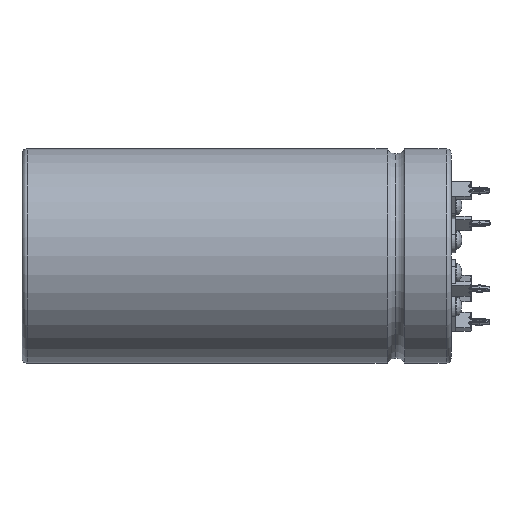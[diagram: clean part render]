
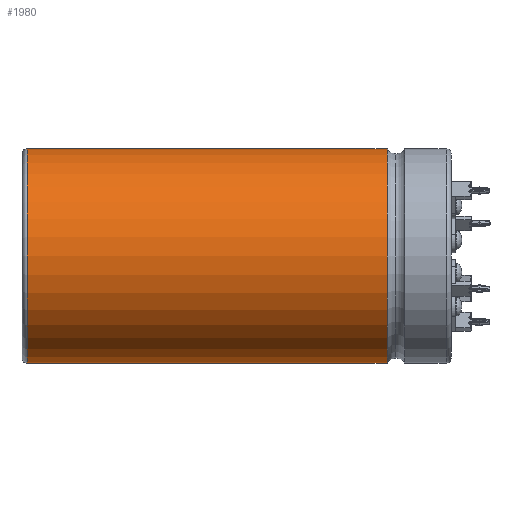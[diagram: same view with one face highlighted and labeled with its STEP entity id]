
A CAD part, left-side view. The second image highlights one B-rep face of the part: STEP entity #1980.
In plain terms, the highlighted cylindrical face has radius 20.5 mm (diameter 41 mm), a partial arc.
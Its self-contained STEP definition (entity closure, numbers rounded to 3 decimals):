
#147 = ORIENTED_EDGE ( 'NONE', *, *, #16588, .F. ) ;
#255 = CIRCLE ( 'NONE', #9198, 20.5 ) ;
#550 = ORIENTED_EDGE ( 'NONE', *, *, #5197, .F. ) ;
#708 = VERTEX_POINT ( 'NONE', #4584 ) ;
#878 = EDGE_CURVE ( 'NONE', #17073, #3725, #12925, .T. ) ;
#1046 = VECTOR ( 'NONE', #12792, 1000. ) ;
#1980 = ADVANCED_FACE ( 'NONE', ( #7262 ), #2434, .T. ) ;
#2203 = CIRCLE ( 'NONE', #12424, 20.5 ) ;
#2257 = DIRECTION ( 'NONE',  ( 0., -1., 0. ) ) ;
#2434 = CYLINDRICAL_SURFACE ( 'NONE', #15685, 20.5 ) ;
#3412 = CARTESIAN_POINT ( 'NONE',  ( 0., 12.272, -20.5 ) ) ;
#3477 = CARTESIAN_POINT ( 'NONE',  ( 0., 82., 0. ) ) ;
#3725 = VERTEX_POINT ( 'NONE', #3412 ) ;
#4179 = DIRECTION ( 'NONE',  ( 0., -1., 0. ) ) ;
#4405 = DIRECTION ( 'NONE',  ( 0., -1., 0. ) ) ;
#4584 = CARTESIAN_POINT ( 'NONE',  ( 0., 12.272, 20.5 ) ) ;
#5197 = EDGE_CURVE ( 'NONE', #13097, #708, #17238, .T. ) ;
#5198 = CARTESIAN_POINT ( 'NONE',  ( 0., 81., 20.5 ) ) ;
#6386 = DIRECTION ( 'NONE',  ( 0., 0., -1. ) ) ;
#7262 = FACE_OUTER_BOUND ( 'NONE', #14921, .T. ) ;
#8341 = CARTESIAN_POINT ( 'NONE',  ( 0., 81., 0. ) ) ;
#8893 = ORIENTED_EDGE ( 'NONE', *, *, #8970, .T. ) ;
#8970 = EDGE_CURVE ( 'NONE', #13097, #17073, #2203, .T. ) ;
#9175 = ORIENTED_EDGE ( 'NONE', *, *, #878, .T. ) ;
#9198 = AXIS2_PLACEMENT_3D ( 'NONE', #11608, #9411, #6386 ) ;
#9411 = DIRECTION ( 'NONE',  ( 0., -1., 0. ) ) ;
#10032 = CARTESIAN_POINT ( 'NONE',  ( 0., 82., -20.5 ) ) ;
#10145 = VECTOR ( 'NONE', #4405, 1000. ) ;
#11608 = CARTESIAN_POINT ( 'NONE',  ( 0., 12.272, 0. ) ) ;
#11767 = CARTESIAN_POINT ( 'NONE',  ( 0., 81., -20.5 ) ) ;
#12216 = CARTESIAN_POINT ( 'NONE',  ( 0., 82., 20.5 ) ) ;
#12424 = AXIS2_PLACEMENT_3D ( 'NONE', #8341, #4179, #14955 ) ;
#12792 = DIRECTION ( 'NONE',  ( 0., -1., 0. ) ) ;
#12925 = LINE ( 'NONE', #10032, #1046 ) ;
#13097 = VERTEX_POINT ( 'NONE', #5198 ) ;
#14140 = DIRECTION ( 'NONE',  ( 0., 0., -1. ) ) ;
#14921 = EDGE_LOOP ( 'NONE', ( #550, #8893, #9175, #147 ) ) ;
#14955 = DIRECTION ( 'NONE',  ( 0., 0., 1. ) ) ;
#15685 = AXIS2_PLACEMENT_3D ( 'NONE', #3477, #2257, #14140 ) ;
#16588 = EDGE_CURVE ( 'NONE', #708, #3725, #255, .T. ) ;
#17073 = VERTEX_POINT ( 'NONE', #11767 ) ;
#17238 = LINE ( 'NONE', #12216, #10145 ) ;
